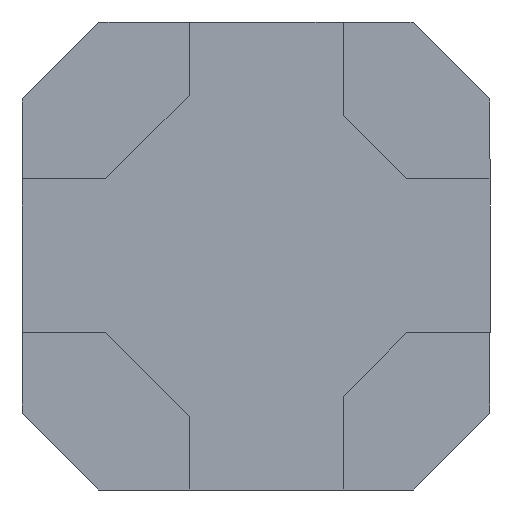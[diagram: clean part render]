
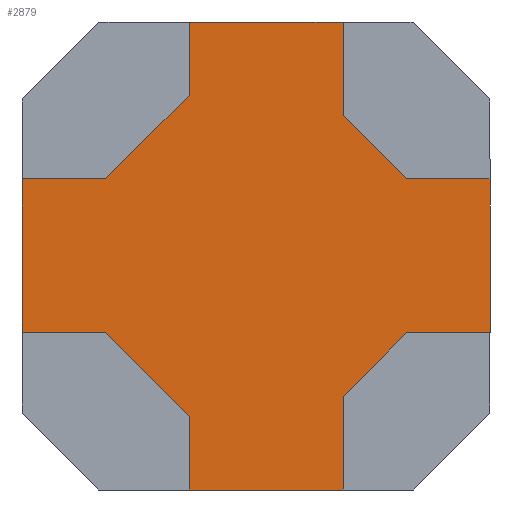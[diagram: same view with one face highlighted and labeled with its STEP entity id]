
A CAD part, front view. The second image highlights one B-rep face of the part: STEP entity #2879.
In plain terms, the highlighted planar face has unit normal (0, -1, 0).
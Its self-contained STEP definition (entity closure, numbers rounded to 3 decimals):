
#76 = LINE ( 'NONE', #1624, #2867 ) ;
#97 = EDGE_CURVE ( 'NONE', #2870, #1451, #2633, .T. ) ;
#100 = EDGE_LOOP ( 'NONE', ( #1669, #418, #698, #603, #2156, #1215, #1730, #534, #2442, #2165, #2445, #2575, #2662, #1357, #691, #656 ) ) ;
#104 = VECTOR ( 'NONE', #571, 1000. ) ;
#143 = CARTESIAN_POINT ( 'NONE',  ( -1., 0.2, -2.094 ) ) ;
#144 = DIRECTION ( 'NONE',  ( 0.707, 0., -0.707 ) ) ;
#186 = VECTOR ( 'NONE', #1732, 1000. ) ;
#194 = VECTOR ( 'NONE', #590, 1000. ) ;
#202 = EDGE_CURVE ( 'NONE', #2658, #926, #2387, .T. ) ;
#210 = VECTOR ( 'NONE', #2532, 1000. ) ;
#217 = VERTEX_POINT ( 'NONE', #1220 ) ;
#235 = VERTEX_POINT ( 'NONE', #1929 ) ;
#242 = EDGE_CURVE ( 'NONE', #1692, #2790, #526, .T. ) ;
#250 = LINE ( 'NONE', #346, #1962 ) ;
#268 = CARTESIAN_POINT ( 'NONE',  ( -2.089, 0.2, 1. ) ) ;
#287 = LINE ( 'NONE', #1130, #895 ) ;
#289 = CARTESIAN_POINT ( 'NONE',  ( -1., 0.2, -3.042 ) ) ;
#323 = LINE ( 'NONE', #2743, #2030 ) ;
#326 = CARTESIAN_POINT ( 'NONE',  ( 2.908, 0.2, -1. ) ) ;
#346 = CARTESIAN_POINT ( 'NONE',  ( 2.908, 0.2, -3.042 ) ) ;
#363 = VECTOR ( 'NONE', #144, 1000. ) ;
#418 = ORIENTED_EDGE ( 'NONE', *, *, #475, .F. ) ;
#475 = EDGE_CURVE ( 'NONE', #892, #2382, #869, .T. ) ;
#490 = LINE ( 'NONE', #143, #2388 ) ;
#526 = LINE ( 'NONE', #1237, #363 ) ;
#534 = ORIENTED_EDGE ( 'NONE', *, *, #2753, .F. ) ;
#566 = VECTOR ( 'NONE', #1580, 1000. ) ;
#571 = DIRECTION ( 'NONE',  ( -1., 0., 0. ) ) ;
#574 = CARTESIAN_POINT ( 'NONE',  ( -1., 0.2, 2.089 ) ) ;
#590 = DIRECTION ( 'NONE',  ( 0., 0., 1. ) ) ;
#603 = ORIENTED_EDGE ( 'NONE', *, *, #1279, .F. ) ;
#656 = ORIENTED_EDGE ( 'NONE', *, *, #97, .F. ) ;
#691 = ORIENTED_EDGE ( 'NONE', *, *, #2493, .T. ) ;
#698 = ORIENTED_EDGE ( 'NONE', *, *, #2155, .T. ) ;
#747 = CARTESIAN_POINT ( 'NONE',  ( 2.908, 0.2, 1. ) ) ;
#761 = LINE ( 'NONE', #1021, #186 ) ;
#847 = EDGE_CURVE ( 'NONE', #1663, #2194, #250, .T. ) ;
#869 = LINE ( 'NONE', #1835, #566 ) ;
#892 = VERTEX_POINT ( 'NONE', #2818 ) ;
#895 = VECTOR ( 'NONE', #2477, 1000. ) ;
#902 = EDGE_CURVE ( 'NONE', #235, #1387, #761, .T. ) ;
#922 = VERTEX_POINT ( 'NONE', #1970 ) ;
#926 = VERTEX_POINT ( 'NONE', #1028 ) ;
#1007 = VECTOR ( 'NONE', #1214, 1000. ) ;
#1021 = CARTESIAN_POINT ( 'NONE',  ( 1.829, 0.2, -1. ) ) ;
#1028 = CARTESIAN_POINT ( 'NONE',  ( -1., 0.2, -2.094 ) ) ;
#1130 = CARTESIAN_POINT ( 'NONE',  ( -1., 0.2, 1. ) ) ;
#1202 = CARTESIAN_POINT ( 'NONE',  ( 1., 0.2, -3.043 ) ) ;
#1214 = DIRECTION ( 'NONE',  ( 0., 0., -1. ) ) ;
#1215 = ORIENTED_EDGE ( 'NONE', *, *, #202, .F. ) ;
#1220 = CARTESIAN_POINT ( 'NONE',  ( -3.172, 0.2, -1. ) ) ;
#1234 = CARTESIAN_POINT ( 'NONE',  ( -1., 0.2, -1. ) ) ;
#1236 = AXIS2_PLACEMENT_3D ( 'NONE', #2118, #1688, #1421 ) ;
#1237 = CARTESIAN_POINT ( 'NONE',  ( 1., 0.2, 1.824 ) ) ;
#1279 = EDGE_CURVE ( 'NONE', #2298, #217, #2794, .T. ) ;
#1304 = VERTEX_POINT ( 'NONE', #1682 ) ;
#1310 = CARTESIAN_POINT ( 'NONE',  ( -1., 0.2, -3.043 ) ) ;
#1320 = CARTESIAN_POINT ( 'NONE',  ( 1., 0.2, -1.829 ) ) ;
#1357 = ORIENTED_EDGE ( 'NONE', *, *, #1681, .F. ) ;
#1387 = VERTEX_POINT ( 'NONE', #1320 ) ;
#1421 = DIRECTION ( 'NONE',  ( 0., 0., 1. ) ) ;
#1451 = VERTEX_POINT ( 'NONE', #1548 ) ;
#1538 = CARTESIAN_POINT ( 'NONE',  ( -2.089, 0.2, 1. ) ) ;
#1548 = CARTESIAN_POINT ( 'NONE',  ( -1., 0.2, 3.037 ) ) ;
#1580 = DIRECTION ( 'NONE',  ( 1., 0., 0. ) ) ;
#1592 = EDGE_CURVE ( 'NONE', #2790, #2194, #287, .T. ) ;
#1624 = CARTESIAN_POINT ( 'NONE',  ( -3.172, 0.2, -3.042 ) ) ;
#1663 = VERTEX_POINT ( 'NONE', #326 ) ;
#1669 = ORIENTED_EDGE ( 'NONE', *, *, #1977, .F. ) ;
#1675 = VECTOR ( 'NONE', #2702, 1000. ) ;
#1676 = DIRECTION ( 'NONE',  ( 0., 0., 1. ) ) ;
#1681 = EDGE_CURVE ( 'NONE', #1304, #1692, #2514, .T. ) ;
#1682 = CARTESIAN_POINT ( 'NONE',  ( 1., 0.2, 3.037 ) ) ;
#1688 = DIRECTION ( 'NONE',  ( 0., 1., 0. ) ) ;
#1692 = VERTEX_POINT ( 'NONE', #2763 ) ;
#1697 = CARTESIAN_POINT ( 'NONE',  ( 1.824, 0.2, 1. ) ) ;
#1699 = LINE ( 'NONE', #2541, #210 ) ;
#1730 = ORIENTED_EDGE ( 'NONE', *, *, #1762, .T. ) ;
#1732 = DIRECTION ( 'NONE',  ( -0.707, 0., -0.707 ) ) ;
#1736 = DIRECTION ( 'NONE',  ( 0., 0., 1. ) ) ;
#1759 = VECTOR ( 'NONE', #2032, 1000. ) ;
#1762 = EDGE_CURVE ( 'NONE', #2658, #922, #76, .T. ) ;
#1818 = CARTESIAN_POINT ( 'NONE',  ( -3.172, 0.2, 3.037 ) ) ;
#1835 = CARTESIAN_POINT ( 'NONE',  ( -1., 0.2, 1. ) ) ;
#1866 = LINE ( 'NONE', #1818, #1759 ) ;
#1881 = DIRECTION ( 'NONE',  ( 0., 0., -1. ) ) ;
#1925 = CARTESIAN_POINT ( 'NONE',  ( -2.094, 0.2, -1. ) ) ;
#1929 = CARTESIAN_POINT ( 'NONE',  ( 1.829, 0.2, -1. ) ) ;
#1932 = PLANE ( 'NONE',  #1236 ) ;
#1962 = VECTOR ( 'NONE', #1676, 1000. ) ;
#1970 = CARTESIAN_POINT ( 'NONE',  ( 1., 0.2, -3.042 ) ) ;
#1977 = EDGE_CURVE ( 'NONE', #2382, #2870, #2691, .T. ) ;
#2030 = VECTOR ( 'NONE', #1881, 1000. ) ;
#2032 = DIRECTION ( 'NONE',  ( -1., 0., 0. ) ) ;
#2095 = VECTOR ( 'NONE', #2500, 1000. ) ;
#2118 = CARTESIAN_POINT ( 'NONE',  ( -1., 0.2, -3.043 ) ) ;
#2155 = EDGE_CURVE ( 'NONE', #892, #217, #1699, .T. ) ;
#2156 = ORIENTED_EDGE ( 'NONE', *, *, #2336, .F. ) ;
#2165 = ORIENTED_EDGE ( 'NONE', *, *, #2578, .F. ) ;
#2166 = DIRECTION ( 'NONE',  ( -0.707, 0., 0.707 ) ) ;
#2194 = VERTEX_POINT ( 'NONE', #747 ) ;
#2212 = VECTOR ( 'NONE', #1736, 1000. ) ;
#2298 = VERTEX_POINT ( 'NONE', #1925 ) ;
#2321 = DIRECTION ( 'NONE',  ( 1., 0., 0. ) ) ;
#2336 = EDGE_CURVE ( 'NONE', #926, #2298, #490, .T. ) ;
#2382 = VERTEX_POINT ( 'NONE', #1538 ) ;
#2387 = LINE ( 'NONE', #1310, #2212 ) ;
#2388 = VECTOR ( 'NONE', #2166, 1000. ) ;
#2396 = CARTESIAN_POINT ( 'NONE',  ( -1., 0.2, -3.043 ) ) ;
#2442 = ORIENTED_EDGE ( 'NONE', *, *, #902, .F. ) ;
#2445 = ORIENTED_EDGE ( 'NONE', *, *, #847, .T. ) ;
#2449 = LINE ( 'NONE', #2494, #1675 ) ;
#2477 = DIRECTION ( 'NONE',  ( 1., 0., 0. ) ) ;
#2493 = EDGE_CURVE ( 'NONE', #1304, #1451, #1866, .T. ) ;
#2494 = CARTESIAN_POINT ( 'NONE',  ( -1., 0.2, -1. ) ) ;
#2500 = DIRECTION ( 'NONE',  ( 0.707, 0., 0.707 ) ) ;
#2514 = LINE ( 'NONE', #1202, #1007 ) ;
#2532 = DIRECTION ( 'NONE',  ( 0., 0., -1. ) ) ;
#2541 = CARTESIAN_POINT ( 'NONE',  ( -3.172, 0.2, -3.042 ) ) ;
#2575 = ORIENTED_EDGE ( 'NONE', *, *, #1592, .F. ) ;
#2578 = EDGE_CURVE ( 'NONE', #1663, #235, #2449, .T. ) ;
#2633 = LINE ( 'NONE', #2396, #194 ) ;
#2658 = VERTEX_POINT ( 'NONE', #289 ) ;
#2662 = ORIENTED_EDGE ( 'NONE', *, *, #242, .F. ) ;
#2691 = LINE ( 'NONE', #268, #2095 ) ;
#2702 = DIRECTION ( 'NONE',  ( -1., 0., 0. ) ) ;
#2743 = CARTESIAN_POINT ( 'NONE',  ( 1., 0.2, -3.043 ) ) ;
#2753 = EDGE_CURVE ( 'NONE', #1387, #922, #323, .T. ) ;
#2763 = CARTESIAN_POINT ( 'NONE',  ( 1., 0.2, 1.824 ) ) ;
#2790 = VERTEX_POINT ( 'NONE', #1697 ) ;
#2794 = LINE ( 'NONE', #1234, #104 ) ;
#2818 = CARTESIAN_POINT ( 'NONE',  ( -3.172, 0.2, 1. ) ) ;
#2839 = FACE_OUTER_BOUND ( 'NONE', #100, .T. ) ;
#2867 = VECTOR ( 'NONE', #2321, 1000. ) ;
#2870 = VERTEX_POINT ( 'NONE', #574 ) ;
#2879 = ADVANCED_FACE ( 'NONE', ( #2839 ), #1932, .F. ) ;
